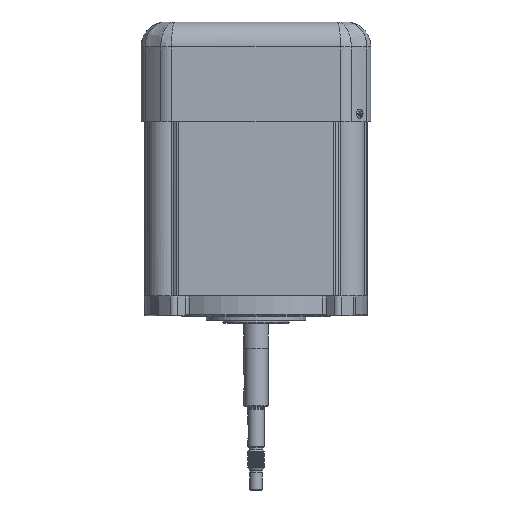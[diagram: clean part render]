
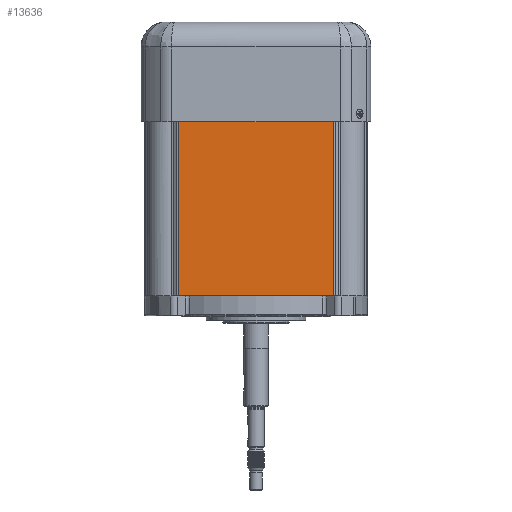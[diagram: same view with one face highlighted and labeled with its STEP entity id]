
A CAD part, front view. The second image highlights one B-rep face of the part: STEP entity #13636.
In plain terms, the highlighted planar face has unit normal (0, -1, 0).
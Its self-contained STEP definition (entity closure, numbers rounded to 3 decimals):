
#1522 = AXIS2_PLACEMENT_3D ( 'NONE', #40657, #45193, #18345 ) ;
#2499 = VECTOR ( 'NONE', #13108, 1000. ) ;
#4635 = VECTOR ( 'NONE', #20661, 1000. ) ;
#9246 = DIRECTION ( 'NONE',  ( -1., 0., 0. ) ) ;
#9300 = PLANE ( 'NONE',  #1522 ) ;
#11224 = CARTESIAN_POINT ( 'NONE',  ( 46.637, -67., 117. ) ) ;
#13108 = DIRECTION ( 'NONE',  ( 0., 0., 1. ) ) ;
#13560 = CARTESIAN_POINT ( 'NONE',  ( 0., -67., 0. ) ) ;
#13636 = ADVANCED_FACE ( 'NONE', ( #16077 ), #9300, .F. ) ;
#16077 = FACE_OUTER_BOUND ( 'NONE', #30893, .T. ) ;
#17636 = VERTEX_POINT ( 'NONE', #39406 ) ;
#18345 = DIRECTION ( 'NONE',  ( 1., 0., 0. ) ) ;
#20661 = DIRECTION ( 'NONE',  ( 0., 0., -1. ) ) ;
#21694 = VECTOR ( 'NONE', #9246, 1000. ) ;
#23840 = CARTESIAN_POINT ( 'NONE',  ( -46.637, -67., 0. ) ) ;
#25458 = VERTEX_POINT ( 'NONE', #37842 ) ;
#27078 = CARTESIAN_POINT ( 'NONE',  ( 46.637, -67., 117. ) ) ;
#28413 = EDGE_CURVE ( 'NONE', #47005, #17636, #40408, .T. ) ;
#28827 = ORIENTED_EDGE ( 'NONE', *, *, #28413, .F. ) ;
#30893 = EDGE_LOOP ( 'NONE', ( #34283, #49634, #28827, #32992 ) ) ;
#32992 = ORIENTED_EDGE ( 'NONE', *, *, #51141, .T. ) ;
#34283 = ORIENTED_EDGE ( 'NONE', *, *, #36829, .F. ) ;
#34712 = VERTEX_POINT ( 'NONE', #23840 ) ;
#34965 = VECTOR ( 'NONE', #51554, 1000. ) ;
#34977 = LINE ( 'NONE', #13560, #21694 ) ;
#36829 = EDGE_CURVE ( 'NONE', #34712, #25458, #50214, .T. ) ;
#37842 = CARTESIAN_POINT ( 'NONE',  ( -46.637, -67., 117. ) ) ;
#39406 = CARTESIAN_POINT ( 'NONE',  ( 46.637, -67., 0. ) ) ;
#39968 = CARTESIAN_POINT ( 'NONE',  ( -46.637, -67., 0. ) ) ;
#40408 = LINE ( 'NONE', #43011, #4635 ) ;
#40657 = CARTESIAN_POINT ( 'NONE',  ( 46.637, -67., 0. ) ) ;
#43011 = CARTESIAN_POINT ( 'NONE',  ( 46.637, -67., 0. ) ) ;
#45193 = DIRECTION ( 'NONE',  ( 0., 1., 0. ) ) ;
#46960 = LINE ( 'NONE', #11224, #34965 ) ;
#46993 = EDGE_CURVE ( 'NONE', #17636, #34712, #34977, .T. ) ;
#47005 = VERTEX_POINT ( 'NONE', #27078 ) ;
#49634 = ORIENTED_EDGE ( 'NONE', *, *, #46993, .F. ) ;
#50214 = LINE ( 'NONE', #39968, #2499 ) ;
#51141 = EDGE_CURVE ( 'NONE', #47005, #25458, #46960, .T. ) ;
#51554 = DIRECTION ( 'NONE',  ( -1., 0., 0. ) ) ;
